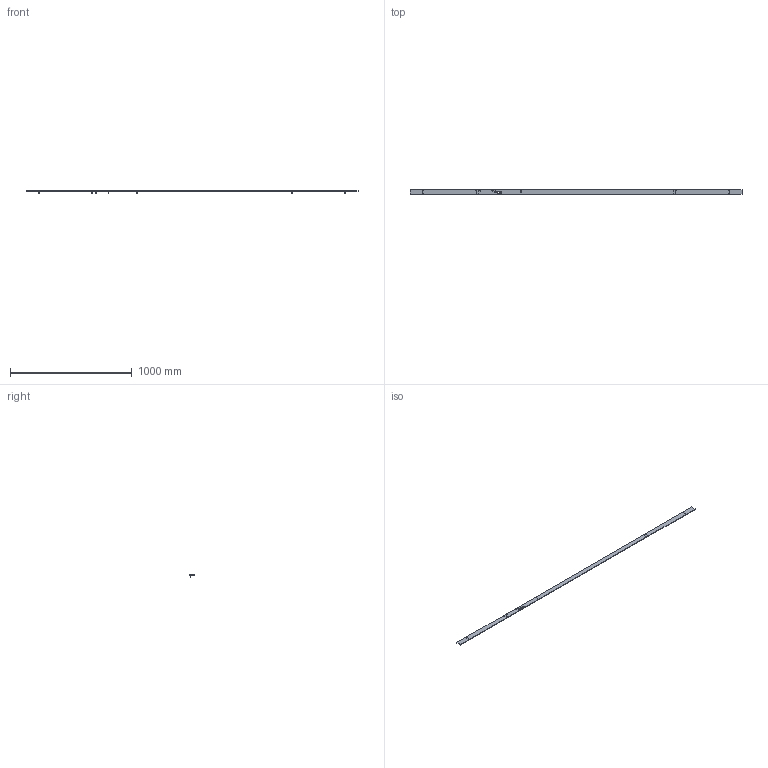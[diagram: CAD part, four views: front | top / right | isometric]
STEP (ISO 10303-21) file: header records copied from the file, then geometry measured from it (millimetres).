
FILE_DESCRIPTION(('CoCreate Modeling STEP Export'),'2;1');
FILE_NAME('TS5000L-ISM_L-E-ISM-20540-K-017.stp','2011-04-26T17:59:58',(''),(''),'CoCreate Modeling STEP processor for AP214 (Solid Model)','CoCreate Modeling 17.0B 09-Oct-2010 (C) Parametric Technology GmbH','');
FILE_SCHEMA(('AUTOMOTIVE_DESIGN { 1 0 10303 214 1 1 1 1 }'));
Length unit declared in the file: millimetre
Products named in the file (4): MONTAGEPLATTE_R_ISM_GLEITSCHIENE; 91420A328; MONTAGEPLATTE_R_ISM_GLEITSCHIENE.1.1.1.1; TS5000L-ISM_L-E-ISM-20540-K-017
Assembly tree (10 placements, depth 2):
  TS5000L-ISM_L-E-ISM-20540-K-017
    91420A328  x7
    MONTAGEPLATTE_R_ISM_GLEITSCHIENE.1.1.1.1
    MONTAGEPLATTE_R_ISM_GLEITSCHIENE  x2
Bounding box: 2730 x 40 x 20 mm (x, y, z)
Volume: 543780.6 mm3; surface area: 250646 mm2
Topology: 10 solids, 10 shells, 1434 faces, 3633 edges, 2219 vertices
Faces by surface type: cone 672, cylinder 618, plane 144
Entity records: 9380 total; most frequent: CARTESIAN_POINT 3812, ORIENTED_EDGE 1242, DIRECTION 952, EDGE_CURVE 621, VERTEX_POINT 381, AXIS2_PLACEMENT_3D 343, EDGE_LOOP 272, VECTOR 266
